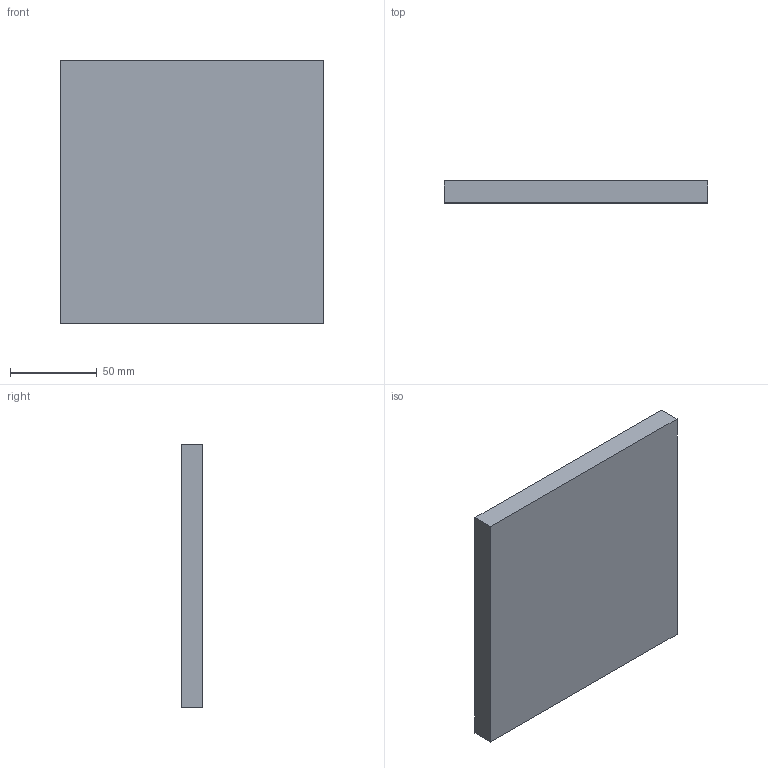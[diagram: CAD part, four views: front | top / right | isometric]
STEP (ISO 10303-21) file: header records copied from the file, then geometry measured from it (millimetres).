
FILE_DESCRIPTION (( 'STEP AP214' ), '1' );
FILE_NAME ('2D MOT Bottom Rest STEP.STEP', '2024-10-05T04:06:46', ( '' ), ( '' ), 'SwSTEP 2.0', 'SolidWorks 2023', '' );
FILE_SCHEMA (( 'AUTOMOTIVE_DESIGN' ));
Length unit declared in the file: inch
Products named in the file (1): 2D MOT Bottom Rest STEP
Bounding box: 152.4 x 12.7 x 152.4 mm (x, y, z)
Volume: 294253.2 mm3; surface area: 54714.4 mm2
Topology: 1 solids, 1 shells, 18 faces, 40 edges, 22 vertices
Faces by surface type: cone 8, plane 6, cylinder 4
Entity records: 491 total; most frequent: DIRECTION 86, CARTESIAN_POINT 77, ORIENTED_EDGE 72, EDGE_CURVE 36, AXIS2_PLACEMENT_3D 31, LINE 24, VECTOR 24, VERTEX_POINT 22
